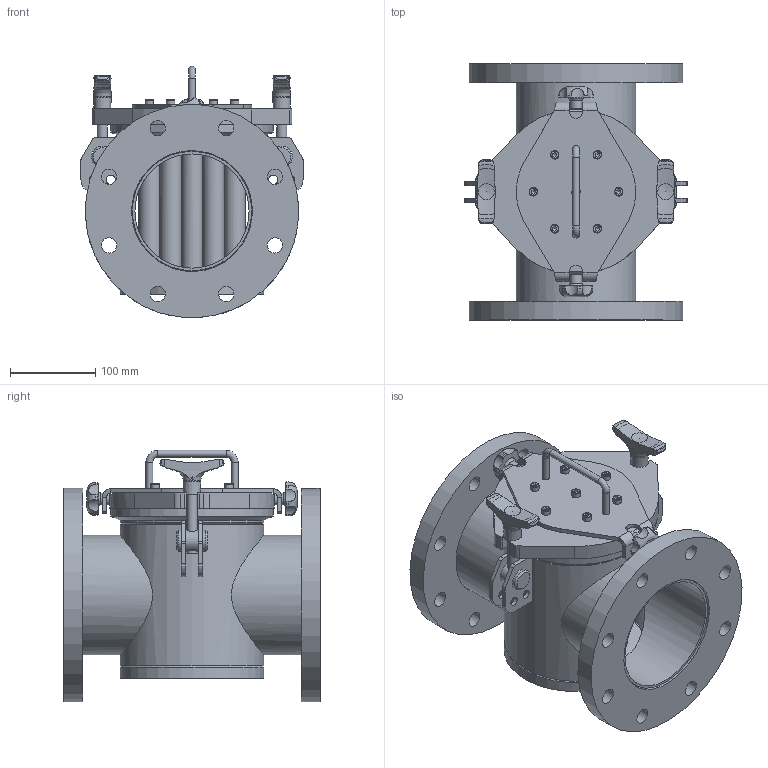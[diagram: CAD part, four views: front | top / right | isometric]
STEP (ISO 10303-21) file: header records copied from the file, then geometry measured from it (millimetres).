
FILE_DESCRIPTION(/* description */ (''),/* implementation_level */ '2;1');
FILE_NAME(/* name */ 'SSFI012538.stp',/* time_stamp */ '2021-04-28T15:42:57+02:00',/* author */ ('AvD'),/* organization */ (''),/* preprocessor_version */ 'ST-DEVELOPER v18.1',/* originating_system */ 'Autodesk Inventor 2021',/* authorisation */ '');
FILE_SCHEMA (('CONFIG_CONTROL_DESIGN'));
Length unit declared in the file: millimetre
Products named in the file (1): Part1
Bounding box: 260 x 300 x 294.38 mm (x, y, z)
Volume: 3120549.5 mm3; surface area: 925306.4 mm2
Topology: 10 solids, 16 shells, 605 faces, 1505 edges, 975 vertices
Faces by surface type: plane 239, cylinder 229, torus 62, cone 49, bspline 24, sphere 2
Full cylindrical faces by diameter (mm): 4.917 x7, 6 x7, 6.2 x7, 6.647 x2, 8 x5, 8.2 x2, 10 x7, 10.5 x8, 12 x4, 14 x2, 18 x16, 24 x7, 25 x9, 25.085 x7, 25.3 x4, 106 x1, 133.7 x2, 139.7 x2, 140.5 x2, 141.5 x2, 161 x1, 161.5 x1, 168.3 x3, 190 x1, 250 x2
Entity records: 21353 total; most frequent: CARTESIAN_POINT 6323, ORIENTED_EDGE 2980, DIRECTION 2973, EDGE_CURVE 1490, AXIS2_PLACEMENT_3D 1204, VERTEX_POINT 975, EDGE_LOOP 737, STYLED_ITEM 615
